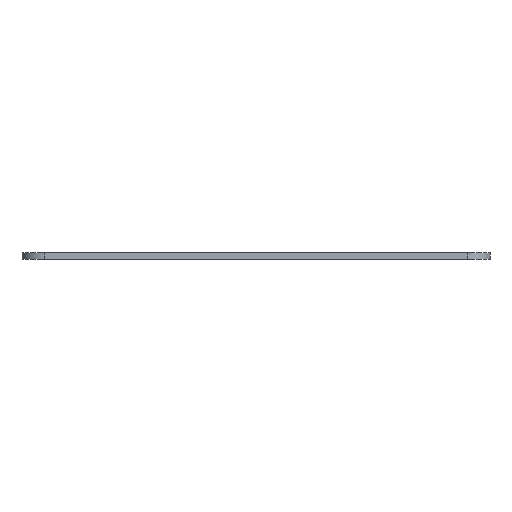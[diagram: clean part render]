
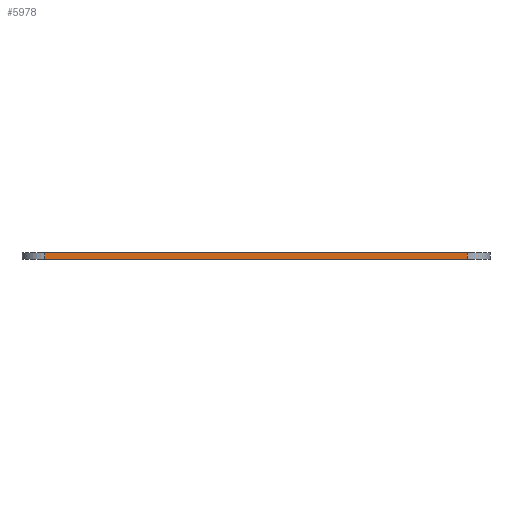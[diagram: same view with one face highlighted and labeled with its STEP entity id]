
A CAD part, left-side view. The second image highlights one B-rep face of the part: STEP entity #5978.
In plain terms, the highlighted planar face has unit normal (-1, 0, 0).
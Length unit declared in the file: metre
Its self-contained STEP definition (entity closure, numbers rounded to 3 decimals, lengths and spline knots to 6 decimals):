
#825=ORIENTED_EDGE('',*,*,#2526,.F.);
#826=ORIENTED_EDGE('',*,*,#2671,.T.);
#827=ORIENTED_EDGE('',*,*,#2672,.T.);
#828=ORIENTED_EDGE('',*,*,#2673,.T.);
#2526=EDGE_CURVE('',#3449,#3450,#4014,.T.);
#2671=EDGE_CURVE('',#3449,#3594,#4063,.F.);
#2672=EDGE_CURVE('',#3594,#3595,#4064,.T.);
#2673=EDGE_CURVE('',#3595,#3450,#4065,.T.);
#3449=VERTEX_POINT('',#8368);
#3450=VERTEX_POINT('',#8370);
#3594=VERTEX_POINT('',#8760);
#3595=VERTEX_POINT('',#8762);
#4014=LINE('',#8369,#4579);
#4063=LINE('',#8759,#4628);
#4064=LINE('',#8761,#4629);
#4065=LINE('',#8763,#4630);
#4579=VECTOR('',#6857,1.);
#4628=VECTOR('',#7000,1.);
#4629=VECTOR('',#7001,1.);
#4630=VECTOR('',#7002,1.);
#5095=EDGE_LOOP('',(#825,#826,#827,#828));
#5474=FACE_BOUND('',#5095,.T.);
#5827=PLANE('',#6400);
#5978=ADVANCED_FACE('',(#5474),#5827,.T.);
#6400=AXIS2_PLACEMENT_3D('',#8758,#6998,#6999);
#6857=DIRECTION('',(0.,1.,0.));
#6998=DIRECTION('',(-1.,0.,0.));
#6999=DIRECTION('',(0.,-1.,0.));
#7000=DIRECTION('',(0.,0.,-1.));
#7001=DIRECTION('',(0.,1.,0.));
#7002=DIRECTION('',(0.,0.,-1.));
#8368=CARTESIAN_POINT('',(-0.036564,-0.04471,0.));
#8369=CARTESIAN_POINT('',(-0.036564,0.00122,0.));
#8370=CARTESIAN_POINT('',(-0.036564,0.04715,0.));
#8758=CARTESIAN_POINT('',(-0.036564,0.00122,0.0015));
#8759=CARTESIAN_POINT('',(-0.036564,-0.04471,0.0015));
#8760=CARTESIAN_POINT('',(-0.036564,-0.04471,0.0015));
#8761=CARTESIAN_POINT('',(-0.036564,0.00122,0.0015));
#8762=CARTESIAN_POINT('',(-0.036564,0.04715,0.0015));
#8763=CARTESIAN_POINT('',(-0.036564,0.04715,0.));
